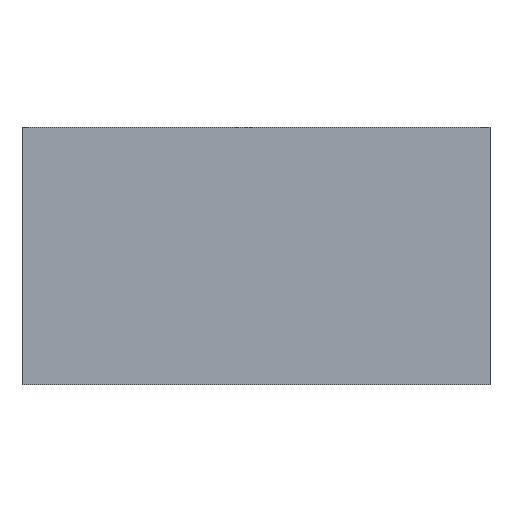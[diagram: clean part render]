
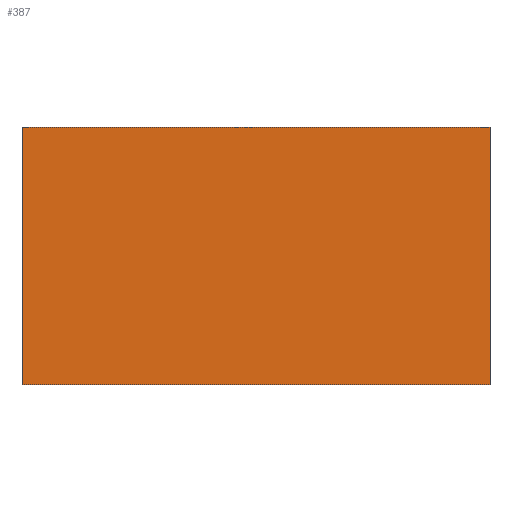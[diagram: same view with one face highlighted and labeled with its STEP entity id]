
A CAD part, front view. The second image highlights one B-rep face of the part: STEP entity #387.
In plain terms, the highlighted planar face has unit normal (0, -1, 0).
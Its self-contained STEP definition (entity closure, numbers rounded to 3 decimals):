
#256 = CARTESIAN_POINT ( 'NONE',  ( 12.8, -1.27, -7.05 ) ) ;
#330 = EDGE_CURVE ( 'NONE', #5127, #2249, #5823, .T. ) ;
#368 = DIRECTION ( 'NONE',  ( 0., 0., 1. ) ) ;
#387 = ADVANCED_FACE ( 'NONE', ( #5064 ), #5354, .T. ) ;
#472 = VECTOR ( 'NONE', #810, 1000. ) ;
#529 = ORIENTED_EDGE ( 'NONE', *, *, #2050, .F. ) ;
#697 = DIRECTION ( 'NONE',  ( 0., 0., -1. ) ) ;
#810 = DIRECTION ( 'NONE',  ( 1., 0., 0. ) ) ;
#836 = LINE ( 'NONE', #5051, #4116 ) ;
#1221 = CARTESIAN_POINT ( 'NONE',  ( -12.8, -1.27, 7.05 ) ) ;
#1377 = CARTESIAN_POINT ( 'NONE',  ( 12.8, -1.27, 7.05 ) ) ;
#1774 = VERTEX_POINT ( 'NONE', #3361 ) ;
#2050 = EDGE_CURVE ( 'NONE', #2249, #1774, #2966, .T. ) ;
#2105 = DIRECTION ( 'NONE',  ( 0., -1., 0. ) ) ;
#2160 = VECTOR ( 'NONE', #5222, 1000. ) ;
#2249 = VERTEX_POINT ( 'NONE', #6068 ) ;
#2472 = VERTEX_POINT ( 'NONE', #5495 ) ;
#2553 = CARTESIAN_POINT ( 'NONE',  ( 12.8, -1.27, 7.05 ) ) ;
#2966 = LINE ( 'NONE', #4223, #2160 ) ;
#3224 = AXIS2_PLACEMENT_3D ( 'NONE', #256, #2105, #3488 ) ;
#3361 = CARTESIAN_POINT ( 'NONE',  ( -12.8, -1.27, -7.05 ) ) ;
#3488 = DIRECTION ( 'NONE',  ( 0., 0., -1. ) ) ;
#3560 = EDGE_LOOP ( 'NONE', ( #4384, #5473, #5037, #529 ) ) ;
#3617 = LINE ( 'NONE', #1221, #472 ) ;
#3625 = EDGE_CURVE ( 'NONE', #2472, #5127, #3617, .T. ) ;
#4116 = VECTOR ( 'NONE', #368, 1000. ) ;
#4223 = CARTESIAN_POINT ( 'NONE',  ( -12.8, -1.27, -7.05 ) ) ;
#4278 = EDGE_CURVE ( 'NONE', #1774, #2472, #836, .T. ) ;
#4384 = ORIENTED_EDGE ( 'NONE', *, *, #330, .F. ) ;
#4562 = VECTOR ( 'NONE', #697, 1000. ) ;
#5037 = ORIENTED_EDGE ( 'NONE', *, *, #4278, .F. ) ;
#5051 = CARTESIAN_POINT ( 'NONE',  ( -12.8, -1.27, 7.05 ) ) ;
#5064 = FACE_OUTER_BOUND ( 'NONE', #3560, .T. ) ;
#5127 = VERTEX_POINT ( 'NONE', #1377 ) ;
#5222 = DIRECTION ( 'NONE',  ( -1., 0., 0. ) ) ;
#5354 = PLANE ( 'NONE',  #3224 ) ;
#5473 = ORIENTED_EDGE ( 'NONE', *, *, #3625, .F. ) ;
#5495 = CARTESIAN_POINT ( 'NONE',  ( -12.8, -1.27, 7.05 ) ) ;
#5823 = LINE ( 'NONE', #2553, #4562 ) ;
#6068 = CARTESIAN_POINT ( 'NONE',  ( 12.8, -1.27, -7.05 ) ) ;
